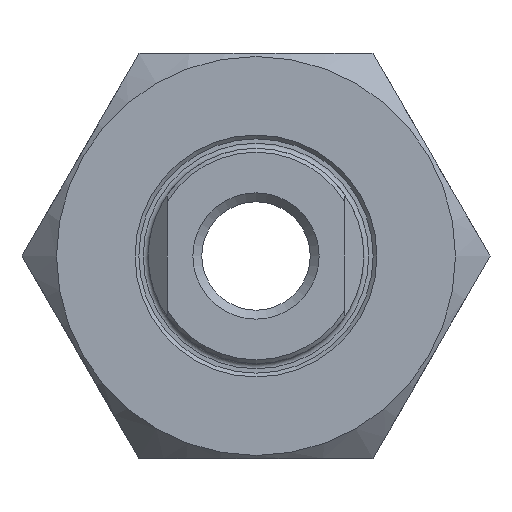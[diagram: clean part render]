
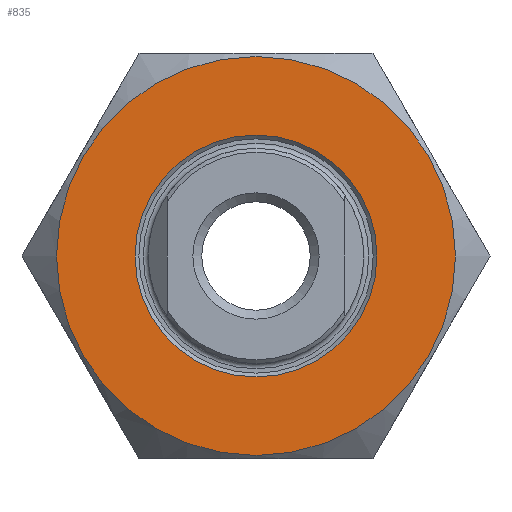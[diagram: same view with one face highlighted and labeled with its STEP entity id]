
A CAD part, left-side view. The second image highlights one B-rep face of the part: STEP entity #835.
In plain terms, the highlighted planar face has unit normal (-1, 0, 0).
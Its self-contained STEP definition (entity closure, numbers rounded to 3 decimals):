
#48=FACE_BOUND('',#143,.T.);
#62=PLANE('',#970);
#90=FACE_OUTER_BOUND('',#142,.T.);
#142=EDGE_LOOP('',(#610));
#143=EDGE_LOOP('',(#611));
#299=CIRCLE('',#951,15.75);
#306=CIRCLE('',#965,9.55);
#367=VERTEX_POINT('',#1399);
#373=VERTEX_POINT('',#1425);
#450=EDGE_CURVE('',#367,#367,#299,.T.);
#462=EDGE_CURVE('',#373,#373,#306,.T.);
#610=ORIENTED_EDGE('',*,*,#450,.T.);
#611=ORIENTED_EDGE('',*,*,#462,.F.);
#835=ADVANCED_FACE('',(#90,#48),#62,.T.);
#951=AXIS2_PLACEMENT_3D('',#1401,#1076,#1077);
#965=AXIS2_PLACEMENT_3D('',#1426,#1109,#1110);
#970=AXIS2_PLACEMENT_3D('',#1436,#1121,#1122);
#1076=DIRECTION('center_axis',(-1.,0.,0.));
#1077=DIRECTION('ref_axis',(0.,1.,0.));
#1109=DIRECTION('center_axis',(-1.,0.,0.));
#1110=DIRECTION('ref_axis',(0.,0.,-1.));
#1121=DIRECTION('center_axis',(-1.,0.,0.));
#1122=DIRECTION('ref_axis',(0.,0.,1.));
#1399=CARTESIAN_POINT('',(-13.5,-15.75,0.));
#1401=CARTESIAN_POINT('Origin',(-13.5,0.,0.));
#1425=CARTESIAN_POINT('',(-13.5,0.,9.55));
#1426=CARTESIAN_POINT('Origin',(-13.5,0.,0.));
#1436=CARTESIAN_POINT('Origin',(-13.5,0.,0.));
